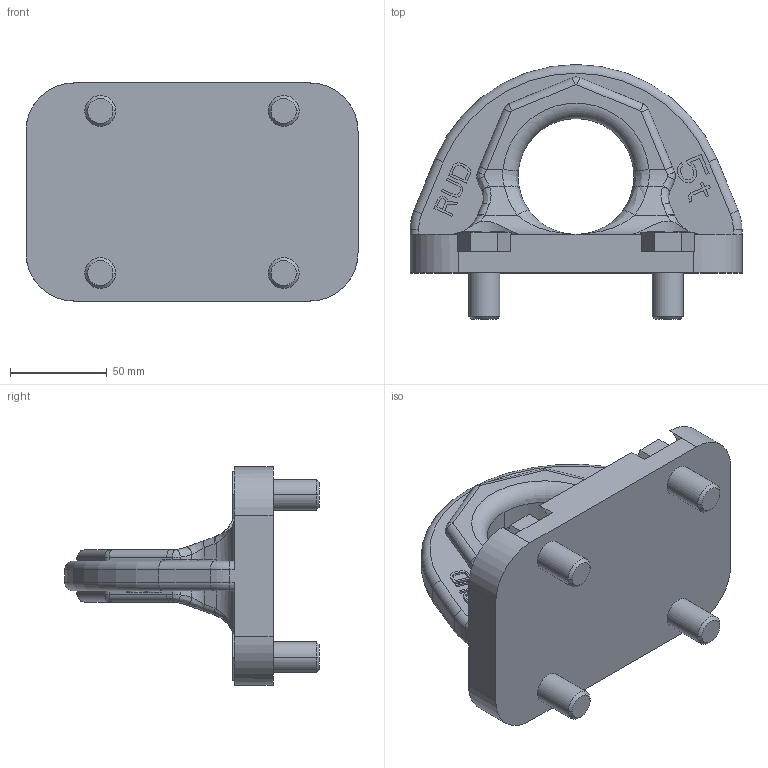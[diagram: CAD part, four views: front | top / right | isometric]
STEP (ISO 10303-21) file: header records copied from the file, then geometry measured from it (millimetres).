
FILE_DESCRIPTION((''),'2;1');
FILE_NAME('001-M35157-P-2','2019-02-22T',('anja.joas'),(''),'PRO/ENGINEER BY PARAMETRIC TECHNOLOGY CORPORATION, 2011490','PRO/ENGINEER BY PARAMETRIC TECHNOLOGY CORPORATION, 2011490','');
FILE_SCHEMA(('CONFIG_CONTROL_DESIGN'));
Length unit declared in the file: millimetre
Products named in the file (1): 001-M35157-P-2
Bounding box: 172 x 132 x 113 mm (x, y, z)
Volume: 568908.4 mm3; surface area: 82424.8 mm2
Topology: 1 solids, 1 shells, 1171 faces, 3225 edges, 2122 vertices
Faces by surface type: plane 1037, cylinder 72, bspline 46, torus 8, cone 8
Entity records: 38025 total; most frequent: CARTESIAN_POINT 8364, ORIENTED_EDGE 6450, DIRECTION 5561, EDGE_CURVE 3225, VECTOR 2955, LINE 2955, VERTEX_POINT 2122, AXIS2_PLACEMENT_3D 1303
